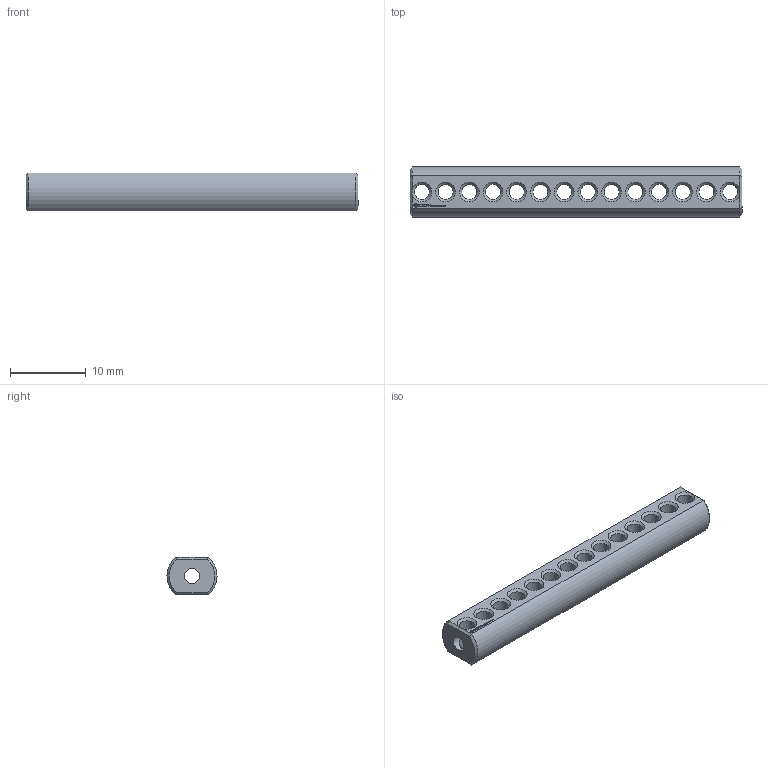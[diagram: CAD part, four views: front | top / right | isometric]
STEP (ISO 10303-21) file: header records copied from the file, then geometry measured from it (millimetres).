
FILE_DESCRIPTION(('FreeCAD Model'),'2;1');
FILE_NAME('Open CASCADE Shape Model','2024-06-18T12:04:46',(''),(''), 'Open CASCADE STEP processor 7.6','FreeCAD','Unknown');
FILE_SCHEMA(('AUTOMOTIVE_DESIGN { 1 0 10303 214 1 1 1 1 }'));
Length unit declared in the file: millimetre
Products named in the file (1): Shaft IDX BU03.50 - SPN-SFT-0134 (stemfie.org)
Bounding box: 43.75 x 6.6 x 5 mm (x, y, z)
Volume: 997.1 mm3; surface area: 1294.9 mm2
Topology: 1 solids, 1 shells, 545 faces, 1571 edges, 1026 vertices
Faces by surface type: plane 328, extrusion 140, cylinder 45, cone 32
Full cylindrical faces by diameter (mm): 2 x43
Entity records: 18025 total; most frequent: CARTESIAN_POINT 3983, ORIENTED_EDGE 3142, DIRECTION 2437, EDGE_CURVE 1571, VECTOR 1237, LINE 1097, VERTEX_POINT 1026, FACE_BOUND 601
